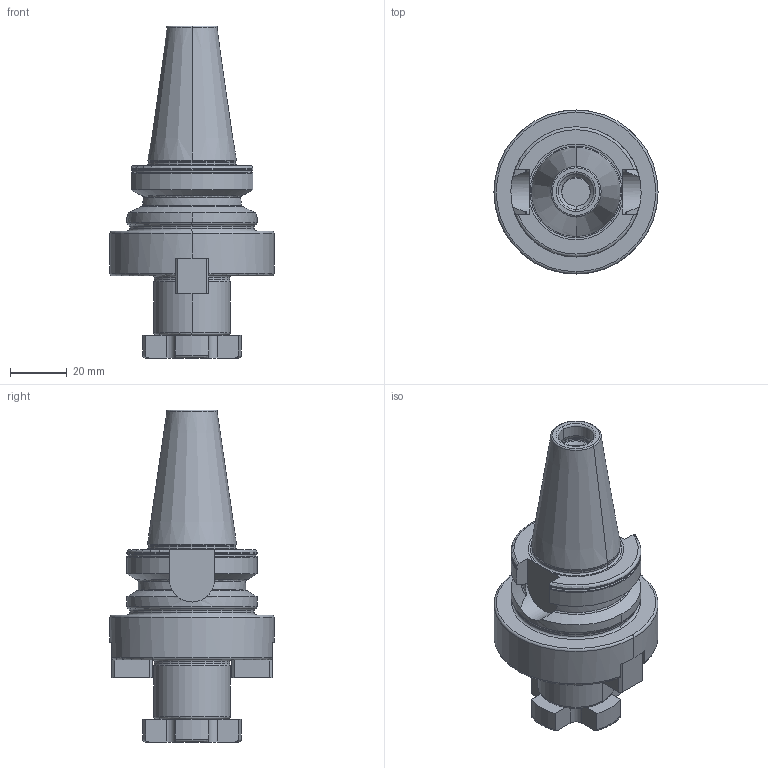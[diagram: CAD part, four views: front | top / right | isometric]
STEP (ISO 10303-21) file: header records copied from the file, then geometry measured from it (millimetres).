
FILE_DESCRIPTION((''),'2;1');
FILE_NAME('DC_305_11_27','2020-09-02T',('104091'),(''),'CREO PARAMETRIC BY PTC INC, 2016260','CREO PARAMETRIC BY PTC INC, 2016260','');
FILE_SCHEMA(('CONFIG_CONTROL_DESIGN'));
Length unit declared in the file: millimetre
Products named in the file (1): DC_305_11_27
Bounding box: 58 x 58 x 117.4 mm (x, y, z)
Volume: 110008.1 mm3; surface area: 24173.6 mm2
Topology: 1 solids, 5 shells, 233 faces, 570 edges, 350 vertices
Faces by surface type: plane 82, cylinder 64, torus 48, cone 39
Entity records: 7154 total; most frequent: CARTESIAN_POINT 1581, DIRECTION 1214, ORIENTED_EDGE 1132, EDGE_CURVE 566, AXIS2_PLACEMENT_3D 481, VERTEX_POINT 350, VECTOR 252, LINE 252
